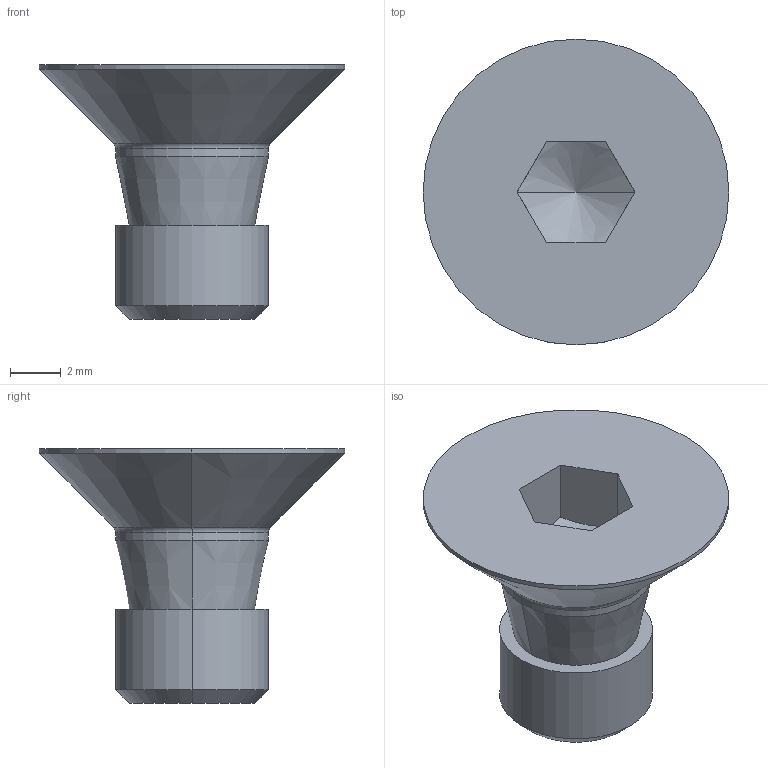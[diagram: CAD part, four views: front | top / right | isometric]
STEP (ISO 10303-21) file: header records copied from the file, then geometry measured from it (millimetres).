
FILE_DESCRIPTION (( 'STEP AP214' ), '1' );
FILE_NAME ('screw_din_7991-m6x10-8_8.STEP', '2016-01-18T12:53:09', ( '' ), ( '' ), 'SwSTEP 2.0', 'SolidWorks 2016', '' );
FILE_SCHEMA (( 'AUTOMOTIVE_DESIGN' ));
Length unit declared in the file: millimetre
Products named in the file (1): screw_din_7991-m6x10-8_8
Bounding box: 12 x 12 x 10 mm (x, y, z)
Volume: 353.4 mm3; surface area: 434 mm2
Topology: 1 solids, 1 shells, 25 faces, 54 edges, 31 vertices
Faces by surface type: plane 9, cone 8, cylinder 6, torus 2
Entity records: 726 total; most frequent: CARTESIAN_POINT 155, DIRECTION 118, ORIENTED_EDGE 104, EDGE_CURVE 52, AXIS2_PLACEMENT_3D 46, VERTEX_POINT 31, EDGE_LOOP 27, LINE 26
